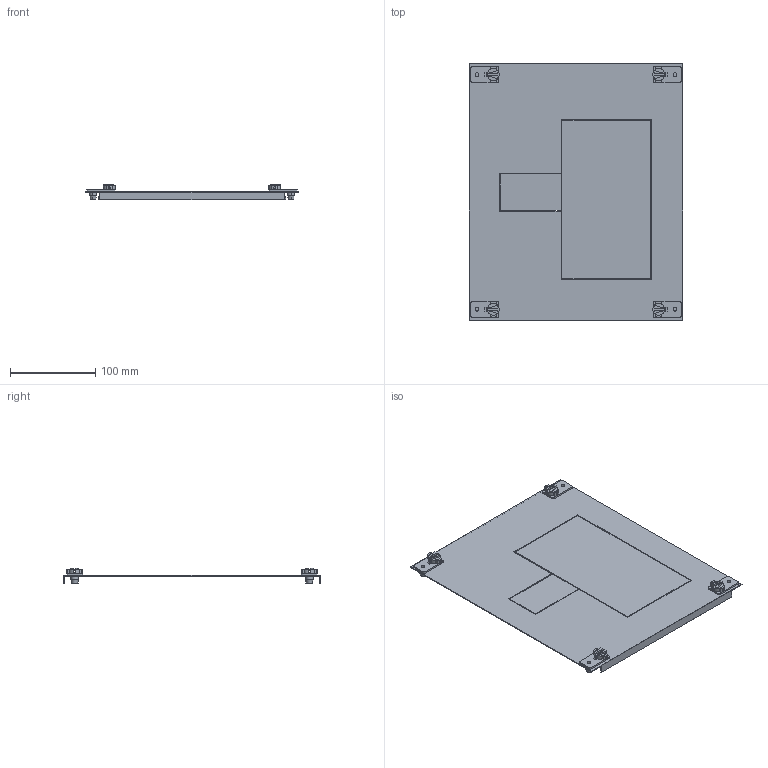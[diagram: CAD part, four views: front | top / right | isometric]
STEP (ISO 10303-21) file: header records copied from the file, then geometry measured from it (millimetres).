
FILE_DESCRIPTION((''),'2;1');
FILE_NAME('001101436_CP_1_2_F_ASM','2023-01-23T12:53:50',('klemen.sitar'),('Audax d.o.o.'),'CREO PARAMETRIC BY PTC INC, 2021304','CREO PARAMETRIC BY PTC INC, 2021304','');
FILE_SCHEMA(('AP242_MANAGED_MODEL_BASED_3D_ENGINEERING_MIM_LF { 1 0 10303 442 1 1 4 }'));
Length unit declared in the file: millimetre
Products named in the file (23): PRT0002_1_1_1_1_1_1_2_1_1; PRT0003_1_1_1_1_1_1_2_1_1; BLACK_PIN_ASM_1_ASM_1_ASM_1_A_1_ASM; BLACK_PIN_COLO_ASM_1_ASM_1_AS_1_ASM; ASM0002_ASM_1_ASM_1_1_ASM_1_ASM_ASM; PRT0002_1_1_1_1_1_1_2_3_1_1; PRT0003_1_1_1_1_1_1_2_3_1_1; BLACK_PIN_ASM_1_ASM_1_ASM_1_A_2_ASM; BLACK_PIN_COLO_ASM_1_ASM_1_AS_2_ASM; ASM0002_ASM_1_ASM_1_1_2_ASM_1_A_ASM; PRT0002_1_1_1_1_1_1; PRT0002_1_1_1_1_1_1_2_1_1_1_1; PRT0003_1_1_1_1_1_1_2_1_1_1_1; BLACK_PIN_ASM_1_ASM_1_ASM_1_A_5_ASM; BLACK_PIN_COLO_ASM_1_ASM_1_AS_5_ASM; ASM0002_ASM_1_ASM_1_1_ASM_1_1_A_ASM; PRT0002_1_1_1_1_1_1_2_3_1_1_1_1; PRT0003_1_1_1_1_1_1_2_3_1_1_1_1; BLACK_PIN_ASM_1_ASM_1_ASM_1_A_6_ASM; BLACK_PIN_COLO_ASM_1_ASM_1_AS_6_ASM; ASM0002_ASM_1_ASM_1_1_2_ASM_1_1_ASM; 001101436_CP_1_2_F_ASM_1_ASM; 001101436_CP_1_2_F_ASM
Assembly tree (22 placements, depth 6):
  001101436_CP_1_2_F_ASM
    001101436_CP_1_2_F_ASM_1_ASM
      ASM0002_ASM_1_ASM_1_1_ASM_1_ASM_ASM
        BLACK_PIN_COLO_ASM_1_ASM_1_AS_1_ASM
          BLACK_PIN_ASM_1_ASM_1_ASM_1_A_1_ASM
            PRT0002_1_1_1_1_1_1_2_1_1
            PRT0003_1_1_1_1_1_1_2_1_1
      ASM0002_ASM_1_ASM_1_1_2_ASM_1_A_ASM
        BLACK_PIN_COLO_ASM_1_ASM_1_AS_2_ASM
          BLACK_PIN_ASM_1_ASM_1_ASM_1_A_2_ASM
            PRT0002_1_1_1_1_1_1_2_3_1_1
            PRT0003_1_1_1_1_1_1_2_3_1_1
      PRT0002_1_1_1_1_1_1
      ASM0002_ASM_1_ASM_1_1_ASM_1_1_A_ASM
        BLACK_PIN_COLO_ASM_1_ASM_1_AS_5_ASM
          BLACK_PIN_ASM_1_ASM_1_ASM_1_A_5_ASM
            PRT0002_1_1_1_1_1_1_2_1_1_1_1
            PRT0003_1_1_1_1_1_1_2_1_1_1_1
      ASM0002_ASM_1_ASM_1_1_2_ASM_1_1_ASM
        BLACK_PIN_COLO_ASM_1_ASM_1_AS_6_ASM
          BLACK_PIN_ASM_1_ASM_1_ASM_1_A_6_ASM
            PRT0002_1_1_1_1_1_1_2_3_1_1_1_1
            PRT0003_1_1_1_1_1_1_2_3_1_1_1_1
Bounding box: 250 x 300 x 18.6 mm (x, y, z)
Volume: 89221.3 mm3; surface area: 170074.8 mm2
Topology: 11 solids, 11 shells, 370 faces, 1120 edges, 832 vertices
Faces by surface type: plane 242, cylinder 120, cone 8
Entity records: 21635 total; most frequent: CARTESIAN_POINT 2997, DIRECTION 2310, ORIENTED_EDGE 2128, PRESENTATION_LAYER_ASSIGNMENT 1956, PRESENTATION_STYLE_ASSIGNMENT 1191, STYLED_ITEM 1191, CURVE_STYLE 1180, EDGE_CURVE 1064
